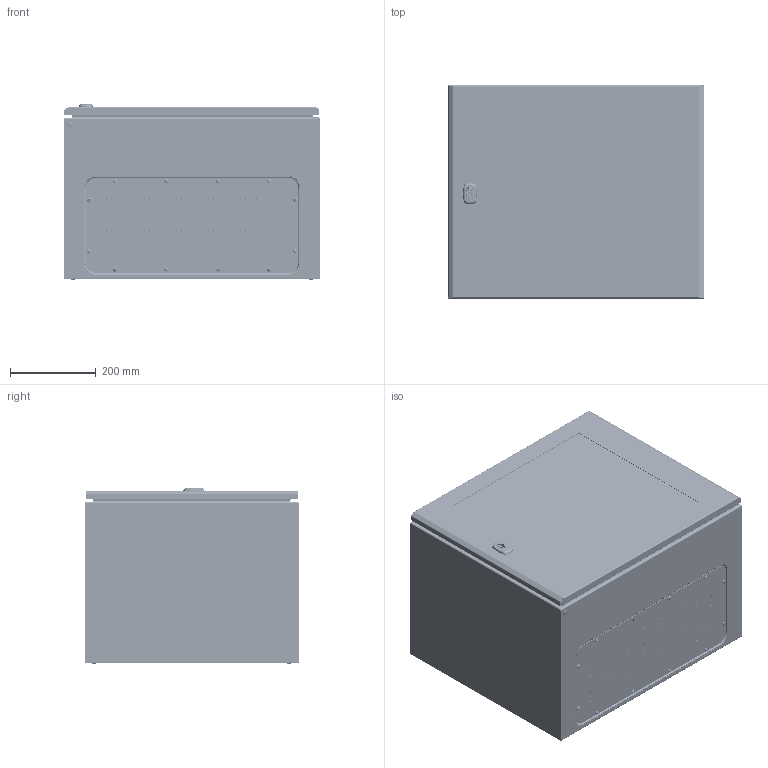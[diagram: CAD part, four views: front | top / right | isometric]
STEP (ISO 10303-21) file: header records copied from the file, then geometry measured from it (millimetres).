
FILE_DESCRIPTION(('STEP AP242'),'1');
FILE_NAME('nsyvdm10u4f.stp','2019-08-27T07:26:45',('TraceParts'),('TraceParts S.A.'),'Spatial InterOp 3D',' ',' ');
FILE_SCHEMA(('AP242_MANAGED_MODEL_BASED_3D_ENGINEERING_MIM_LF {1 0 10303 442 1 1 4}'));
Length unit declared in the file: millimetre
Products named in the file (1): nsyvdm10u4f_1
Bounding box: 600 x 501.2 x 410.4 mm (x, y, z)
Volume: 3115188.4 mm3; surface area: 3778221.9 mm2
Topology: 51 solids, 51 shells, 6178 faces, 16053 edges, 9804 vertices
Faces by surface type: plane 2514, cylinder 1038, cone 1004, bspline 844, torus 659, sphere 110, extrusion 5, revolution 4
Entity records: 243186 total; most frequent: CARTESIAN_POINT 99761, ORIENTED_EDGE 31154, DIRECTION 27734, EDGE_CURVE 15577, AXIS2_PLACEMENT_3D 10175, VERTEX_POINT 9804, VECTOR 7380, LINE 7375
